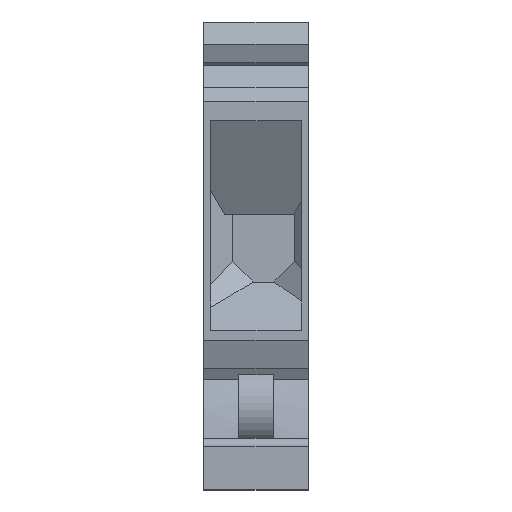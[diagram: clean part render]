
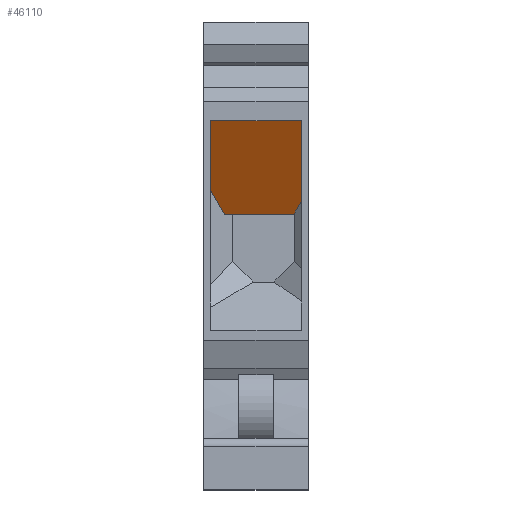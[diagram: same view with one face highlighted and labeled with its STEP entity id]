
A CAD part, front view. The second image highlights one B-rep face of the part: STEP entity #46110.
In plain terms, the highlighted face is planar.
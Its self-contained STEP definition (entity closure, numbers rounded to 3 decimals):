
#44840=CARTESIAN_POINT('',(-28.2,36.139,
7.35));
#44850=VERTEX_POINT('',#44840);
#44880=CARTESIAN_POINT('',(-28.2,36.139,6.15));
#44890=DIRECTION('',(0.,0.,1.));
#44900=VECTOR('',#44890,1.);
#44910=LINE('',#44880,#44900);
#44920=CARTESIAN_POINT('',(-28.2,36.139,
-3.2));
#44930=VERTEX_POINT('',#44920);
#44940=EDGE_CURVE('',#44930,#44850,#44910,.T.);
#45270=CARTESIAN_POINT('',(-23.55,28.085,
-3.2));
#45280=VERTEX_POINT('',#45270);
#45480=CARTESIAN_POINT('',(-21.368,24.306,
-3.2));
#45490=DIRECTION('',(-0.5,0.866,0.));
#45500=VECTOR('',#45490,1.);
#45510=LINE('',#45480,#45500);
#45520=EDGE_CURVE('',#45280,#44930,#45510,.T.);
#45640=CARTESIAN_POINT('',(-23.848,28.6,
-0.05));
#45650=DIRECTION('',(0.866,0.5,0.));
#45660=DIRECTION('',(0.5,-0.866,0.));
#45670=AXIS2_PLACEMENT_3D('',#45640,#45650,#45660);
#45680=PLANE('',#45670);
#45690=CARTESIAN_POINT('',(-21.368,24.306,
5.918));
#45700=DIRECTION('',(-0.447,0.775,
0.447));
#45710=VECTOR('',#45700,1.);
#45720=LINE('',#45690,#45710);
#45730=CARTESIAN_POINT('',(-22.,25.4,
6.55));
#45740=VERTEX_POINT('',#45730);
#45750=CARTESIAN_POINT('',(-22.8,26.786,
7.35));
#45760=VERTEX_POINT('',#45750);
#45770=EDGE_CURVE('',#45740,#45760,#45720,.T.);
#45780=ORIENTED_EDGE('',*,*,#45770,.T.);
#45790=CARTESIAN_POINT('',(-21.368,24.306,
6.55));
#45800=DIRECTION('',(-0.5,0.866,0.));
#45810=VECTOR('',#45800,1.);
#45820=LINE('',#45790,#45810);
#45830=CARTESIAN_POINT('',(-21.92,25.261,
6.55));
#45840=VERTEX_POINT('',#45830);
#45850=EDGE_CURVE('',#45840,#45740,#45820,.T.);
#45860=ORIENTED_EDGE('',*,*,#45850,.T.);
#45870=CARTESIAN_POINT('',(-21.92,25.261,
7.75));
#45880=DIRECTION('',(0.,0.,1.));
#45890=VECTOR('',#45880,1.);
#45900=LINE('',#45870,#45890);
#45910=CARTESIAN_POINT('',(-21.92,25.261,
-1.57));
#45920=VERTEX_POINT('',#45910);
#45930=EDGE_CURVE('',#45920,#45840,#45900,.T.);
#45940=ORIENTED_EDGE('',*,*,#45930,.T.);
#45950=CARTESIAN_POINT('',(-21.368,24.306,
-1.018));
#45960=DIRECTION('',(0.447,-0.775,
0.447));
#45970=VECTOR('',#45960,1.);
#45980=LINE('',#45950,#45970);
#45990=EDGE_CURVE('',#45280,#45920,#45980,.T.);
#46000=ORIENTED_EDGE('',*,*,#45990,.T.);
#46010=ORIENTED_EDGE('',*,*,#45520,.F.);
#46020=ORIENTED_EDGE('',*,*,#44940,.F.);
#46030=CARTESIAN_POINT('',(-21.368,24.306,
7.35));
#46040=DIRECTION('',(0.5,-0.866,0.));
#46050=VECTOR('',#46040,1.);
#46060=LINE('',#46030,#46050);
#46070=EDGE_CURVE('',#44850,#45760,#46060,.T.);
#46080=ORIENTED_EDGE('',*,*,#46070,.F.);
#46090=EDGE_LOOP('',(#46080,#46020,#46010,#46000,#45940,#45860,#45780));
#46100=FACE_OUTER_BOUND('',#46090,.T.);
#46110=ADVANCED_FACE('',(#46100),#45680,.F.);
